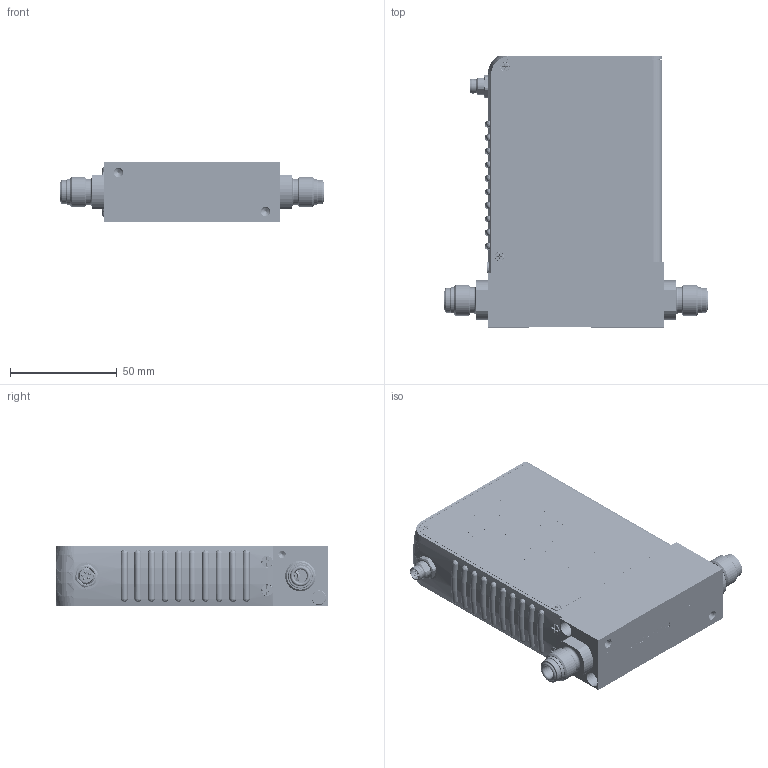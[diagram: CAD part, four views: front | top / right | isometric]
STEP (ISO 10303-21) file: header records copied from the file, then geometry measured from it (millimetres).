
FILE_DESCRIPTION (( 'STEP AP203' ), '1' );
FILE_NAME ('GF100-GF120-GF125-VS-E01.STEP', '2019-01-22T16:13:17', ( 'mrutkowski' ), ( 'Hewlett-Packard Company' ), 'SwSTEP 2.0', 'SolidWorks 2017', '' );
FILE_SCHEMA (( 'CONFIG_CONTROL_DESIGN' ));
Products named in the file (1): GF100-GF120-GF125-VS-E01
Bounding box: 124.02 x 127 x 28.45 mm (x, y, z)
Surface area: 90398.2 mm2 (no closed solid volume)
Topology: 0 solids, 173 shells, 9697 faces, 26012 edges, 17121 vertices
Faces by surface type: plane 5802, cylinder 1723, bspline 1712, cone 275, torus 151, sphere 34
Entity records: 358106 total; most frequent: CARTESIAN_POINT 127731, ORIENTED_EDGE 51824, DIRECTION 40406, EDGE_CURVE 25916, VERTEX_POINT 17139, VECTOR 16888, LINE 16888, AXIS2_PLACEMENT_3D 11759
